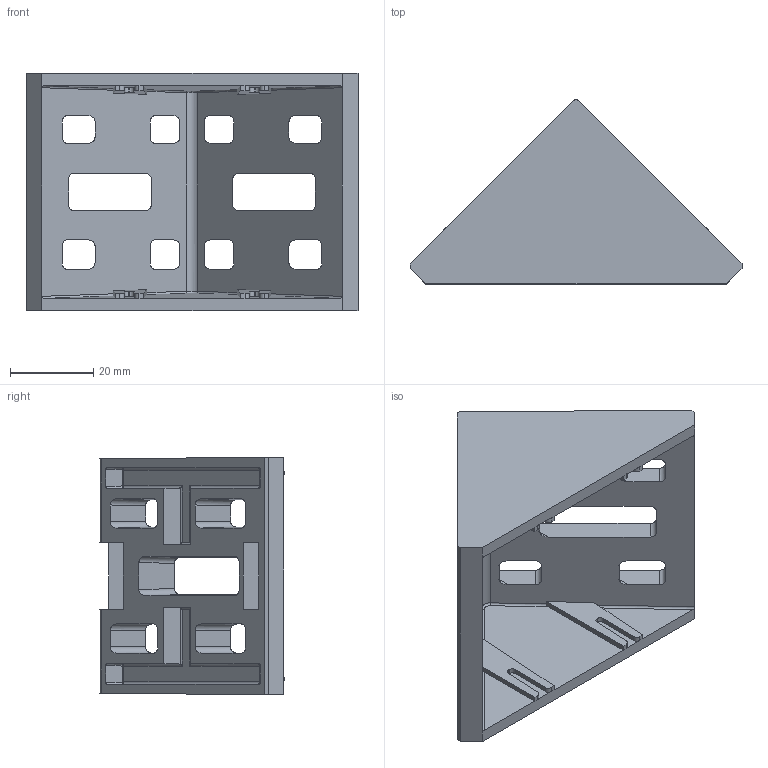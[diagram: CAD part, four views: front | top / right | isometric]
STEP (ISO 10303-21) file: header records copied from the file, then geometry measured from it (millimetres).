
FILE_DESCRIPTION (( 'STEP AP214' ), '1' );
FILE_NAME ('093w601.STEP', '2014-08-20T13:40:53', ( '' ), ( '' ), 'SwSTEP 2.0', 'SolidWorks 2014', '' );
FILE_SCHEMA (( 'AUTOMOTIVE_DESIGN' ));
Length unit declared in the file: millimetre
Products named in the file (1): 093w601
Bounding box: 79.61 x 44.18 x 57 mm (x, y, z)
Volume: 33642.3 mm3; surface area: 21106.7 mm2
Topology: 1 solids, 1 shells, 281 faces, 763 edges, 482 vertices
Faces by surface type: plane 151, cylinder 111, sphere 16, bspline 3
Entity records: 8745 total; most frequent: CARTESIAN_POINT 1990, ORIENTED_EDGE 1510, DIRECTION 1280, EDGE_CURVE 755, VECTOR 516, LINE 516, VERTEX_POINT 482, AXIS2_PLACEMENT_3D 382
